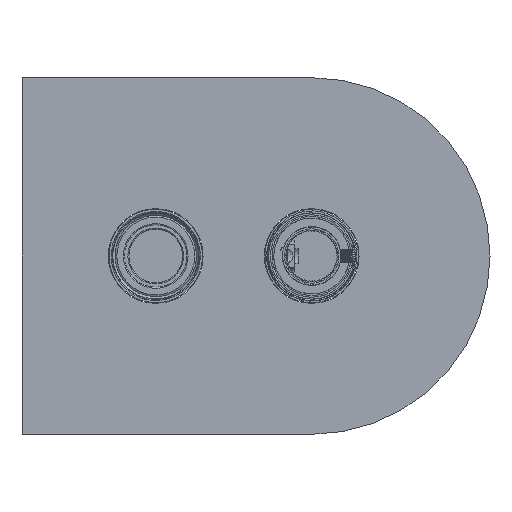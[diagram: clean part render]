
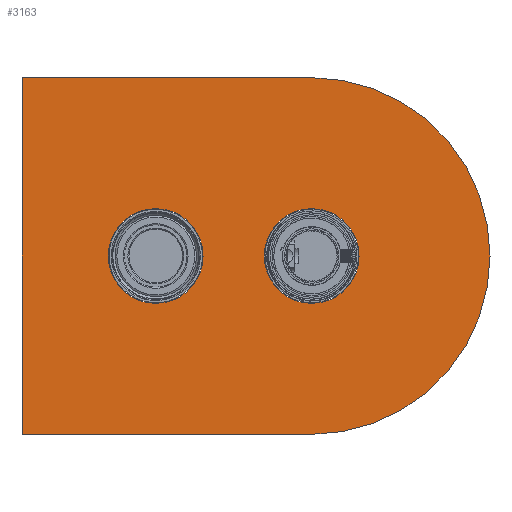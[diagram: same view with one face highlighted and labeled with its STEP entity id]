
A CAD part, left-side view. The second image highlights one B-rep face of the part: STEP entity #3163.
In plain terms, the highlighted planar face has unit normal (-1, 0, 0).
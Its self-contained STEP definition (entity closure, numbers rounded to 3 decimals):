
#251 = ORIENTED_EDGE ( 'NONE', *, *, #2359, .T. ) ;
#579 = DIRECTION ( 'NONE',  ( 0., 0., 1. ) ) ;
#1085 = DIRECTION ( 'NONE',  ( 0., 0., 1. ) ) ;
#1221 = AXIS2_PLACEMENT_3D ( 'NONE', #19347, #13246, #11853 ) ;
#1325 = ORIENTED_EDGE ( 'NONE', *, *, #9976, .F. ) ;
#2359 = EDGE_CURVE ( 'NONE', #10067, #2519, #16608, .T. ) ;
#2519 = VERTEX_POINT ( 'NONE', #18247 ) ;
#2770 = ORIENTED_EDGE ( 'NONE', *, *, #18875, .T. ) ;
#3163 = ADVANCED_FACE ( 'NONE', ( #8306, #9963, #10927 ), #3679, .T. ) ;
#3679 = PLANE ( 'NONE',  #8662 ) ;
#3734 = CARTESIAN_POINT ( 'NONE',  ( -9.3, 0., 0. ) ) ;
#4064 = DIRECTION ( 'NONE',  ( 0., 1., 0. ) ) ;
#4084 = DIRECTION ( 'NONE',  ( -1., 0., 0. ) ) ;
#4703 = AXIS2_PLACEMENT_3D ( 'NONE', #6989, #4084, #17563 ) ;
#5298 = CARTESIAN_POINT ( 'NONE',  ( -9.3, 0., 80. ) ) ;
#5645 = DIRECTION ( 'NONE',  ( -1., 0., 0. ) ) ;
#5724 = CARTESIAN_POINT ( 'NONE',  ( -9.3, 0., -80. ) ) ;
#5738 = CARTESIAN_POINT ( 'NONE',  ( -9.3, 130., -80. ) ) ;
#6547 = VERTEX_POINT ( 'NONE', #5298 ) ;
#6840 = EDGE_CURVE ( 'NONE', #16815, #16815, #15949, .T. ) ;
#6989 = CARTESIAN_POINT ( 'NONE',  ( -9.3, 70., 0. ) ) ;
#6991 = LINE ( 'NONE', #7165, #12917 ) ;
#7165 = CARTESIAN_POINT ( 'NONE',  ( -9.3, 0., 80. ) ) ;
#7549 = ORIENTED_EDGE ( 'NONE', *, *, #16562, .T. ) ;
#7871 = VECTOR ( 'NONE', #19345, 1000. ) ;
#7986 = EDGE_LOOP ( 'NONE', ( #17293 ) ) ;
#8306 = FACE_BOUND ( 'NONE', #7986, .T. ) ;
#8662 = AXIS2_PLACEMENT_3D ( 'NONE', #15786, #9638, #579 ) ;
#8899 = VERTEX_POINT ( 'NONE', #5724 ) ;
#9638 = DIRECTION ( 'NONE',  ( -1., 0., 0. ) ) ;
#9963 = FACE_BOUND ( 'NONE', #16945, .T. ) ;
#9976 = EDGE_CURVE ( 'NONE', #11636, #11636, #19416, .T. ) ;
#10067 = VERTEX_POINT ( 'NONE', #13685 ) ;
#10251 = CARTESIAN_POINT ( 'NONE',  ( -9.3, 0., 21.25 ) ) ;
#10927 = FACE_OUTER_BOUND ( 'NONE', #16772, .T. ) ;
#11636 = VERTEX_POINT ( 'NONE', #19283 ) ;
#11853 = DIRECTION ( 'NONE',  ( 0., 0., 1. ) ) ;
#12319 = AXIS2_PLACEMENT_3D ( 'NONE', #3734, #5645, #1085 ) ;
#12917 = VECTOR ( 'NONE', #4064, 1000. ) ;
#13101 = VECTOR ( 'NONE', #15150, 1000. ) ;
#13246 = DIRECTION ( 'NONE',  ( -1., 0., 0. ) ) ;
#13685 = CARTESIAN_POINT ( 'NONE',  ( -9.3, 130., 80. ) ) ;
#13719 = CARTESIAN_POINT ( 'NONE',  ( -9.3, 130., 80. ) ) ;
#14304 = ORIENTED_EDGE ( 'NONE', *, *, #19361, .T. ) ;
#14461 = CIRCLE ( 'NONE', #12319, 80. ) ;
#14711 = LINE ( 'NONE', #5738, #7871 ) ;
#15150 = DIRECTION ( 'NONE',  ( 0., 0., -1. ) ) ;
#15786 = CARTESIAN_POINT ( 'NONE',  ( -9.3, 0., 0. ) ) ;
#15949 = CIRCLE ( 'NONE', #1221, 21.25 ) ;
#16562 = EDGE_CURVE ( 'NONE', #6547, #10067, #6991, .T. ) ;
#16608 = LINE ( 'NONE', #13719, #13101 ) ;
#16772 = EDGE_LOOP ( 'NONE', ( #7549, #251, #2770, #14304 ) ) ;
#16815 = VERTEX_POINT ( 'NONE', #10251 ) ;
#16945 = EDGE_LOOP ( 'NONE', ( #1325 ) ) ;
#17293 = ORIENTED_EDGE ( 'NONE', *, *, #6840, .F. ) ;
#17563 = DIRECTION ( 'NONE',  ( 0., 0., 1. ) ) ;
#18247 = CARTESIAN_POINT ( 'NONE',  ( -9.3, 130., -80. ) ) ;
#18875 = EDGE_CURVE ( 'NONE', #2519, #8899, #14711, .T. ) ;
#19283 = CARTESIAN_POINT ( 'NONE',  ( -9.3, 70., 21.25 ) ) ;
#19345 = DIRECTION ( 'NONE',  ( 0., -1., 0. ) ) ;
#19347 = CARTESIAN_POINT ( 'NONE',  ( -9.3, 0., 0. ) ) ;
#19361 = EDGE_CURVE ( 'NONE', #8899, #6547, #14461, .T. ) ;
#19416 = CIRCLE ( 'NONE', #4703, 21.25 ) ;
